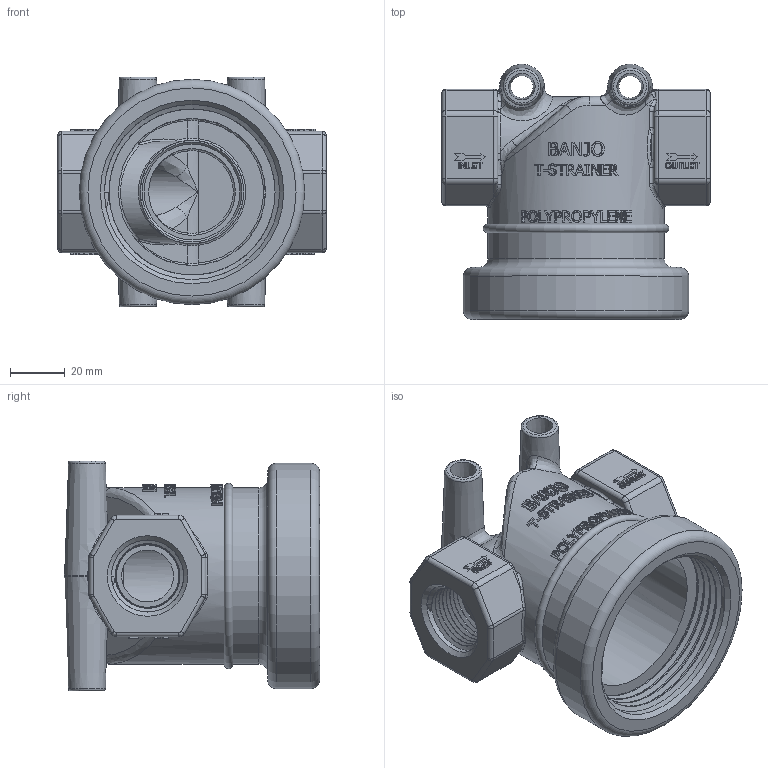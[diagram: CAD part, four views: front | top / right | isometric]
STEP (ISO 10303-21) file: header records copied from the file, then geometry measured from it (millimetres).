
FILE_DESCRIPTION(/* description */ ('3/4" T-STRAINER HEAD'),/* implementation_level */ '2;1');
FILE_NAME(/* name */ 'LST075-H.stp',/* time_stamp */ '2020-07-17T14:21:47-04:00',/* author */ ('ALR'),/* organization */ (''),/* preprocessor_version */ 'ST-DEVELOPER v17',/* originating_system */ 'Autodesk Inventor 2019',/* authorisation */ '');
FILE_SCHEMA (('AUTOMOTIVE_DESIGN { 1 0 10303 214 3 1 1 }'));
Length unit declared in the file: inch
Products named in the file (1): LST075-H
Bounding box: 98.3 x 93.48 x 84.14 mm (x, y, z)
Volume: 197973.1 mm3; surface area: 68500.4 mm2
Topology: 1 solids, 1 shells, 1060 faces, 2775 edges, 1794 vertices
Faces by surface type: plane 533, bspline 341, cylinder 123, cone 36, torus 23, sphere 4
Full cylindrical faces by diameter (mm): 19.05 x2, 31.75 x1, 35.052 x1, 37.846 x1, 53.848 x1, 60.847 x3, 64.135 x4, 64.77 x2, 82.55 x1
Entity records: 76797 total; most frequent: CARTESIAN_POINT 52926, ORIENTED_EDGE 5542, DIRECTION 3893, EDGE_CURVE 2771, VERTEX_POINT 1794, LINE 1437, VECTOR 1437, AXIS2_PLACEMENT_3D 1228
